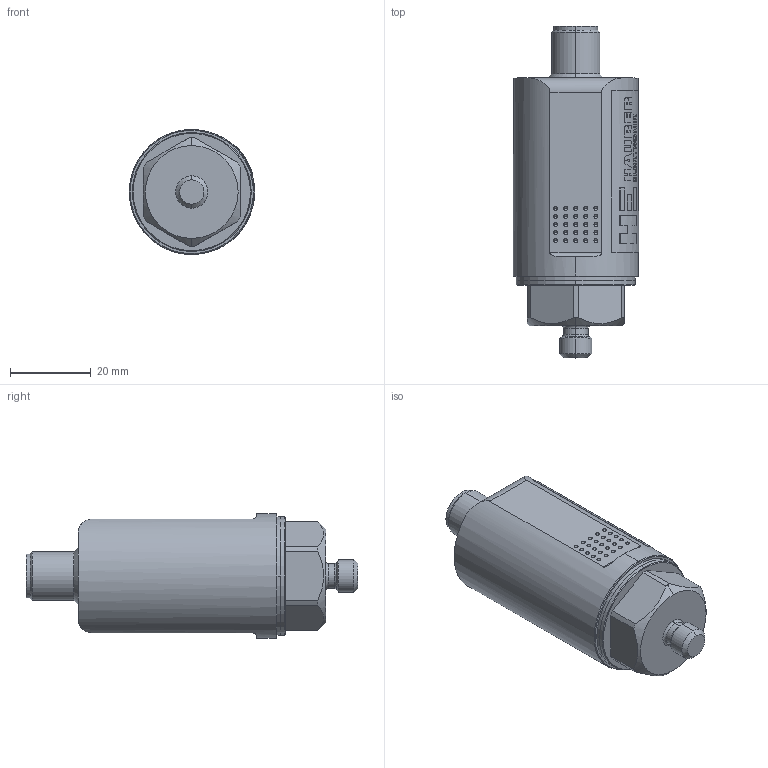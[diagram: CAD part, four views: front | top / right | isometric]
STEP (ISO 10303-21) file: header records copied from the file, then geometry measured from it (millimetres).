
FILE_DESCRIPTION (( 'STEP AP214' ), '1' );
FILE_NAME ('02.113.007_mod11.STEP', '2016-10-07T05:36:31', ( '' ), ( '' ), 'SwSTEP 2.0', 'SolidWorks 2016', '' );
FILE_SCHEMA (( 'AUTOMOTIVE_DESIGN' ));
Length unit declared in the file: millimetre
Products named in the file (1): 02.113.007_mod11
Bounding box: 31.1 x 82.35 x 31 mm (x, y, z)
Volume: 44055.5 mm3; surface area: 11286.7 mm2
Topology: 3 solids, 3 shells, 462 faces, 1285 edges, 717 vertices
Faces by surface type: bspline 185, plane 184, cylinder 71, cone 14, torus 8
Entity records: 25514 total; most frequent: CARTESIAN_POINT 10713, ORIENTED_EDGE 2170, DIRECTION 1718, EDGE_CURVE 1085, VERTEX_POINT 717, AXIS2_PLACEMENT_3D 630, EDGE_LOOP 552, ADVANCED_FACE 462
